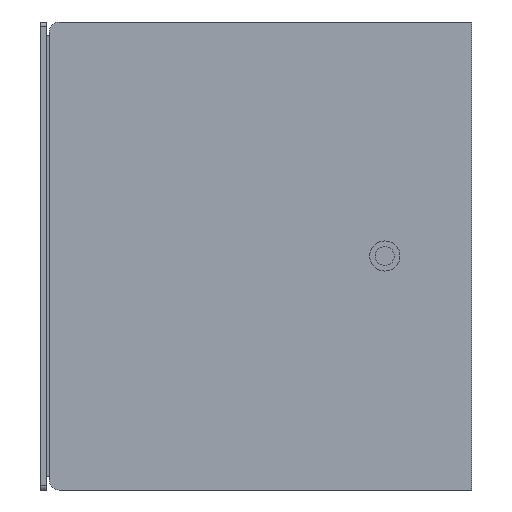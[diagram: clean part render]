
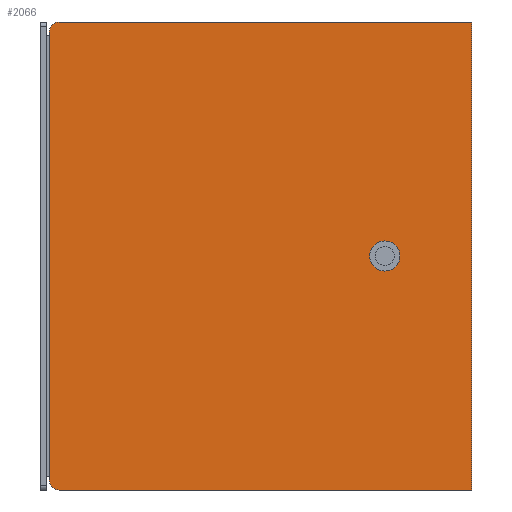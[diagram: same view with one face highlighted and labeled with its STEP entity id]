
A CAD part, left-side view. The second image highlights one B-rep face of the part: STEP entity #2066.
In plain terms, the highlighted planar face has unit normal (-1, 0, 0).
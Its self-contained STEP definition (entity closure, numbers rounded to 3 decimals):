
#20 = CARTESIAN_POINT ( 'NONE',  ( -250., -12., -232.5 ) ) ;
#24 = PLANE ( 'NONE',  #1249 ) ;
#58 = CARTESIAN_POINT ( 'NONE',  ( -250., -429., -308.658 ) ) ;
#62 = DIRECTION ( 'NONE',  ( 0., 1., 0. ) ) ;
#73 = ORIENTED_EDGE ( 'NONE', *, *, #524, .F. ) ;
#127 = ORIENTED_EDGE ( 'NONE', *, *, #903, .T. ) ;
#156 = CARTESIAN_POINT ( 'NONE',  ( -250., -19., -232.5 ) ) ;
#203 = CARTESIAN_POINT ( 'NONE',  ( -250., -429., 232.5 ) ) ;
#217 = DIRECTION ( 'NONE',  ( 1., 0., 0. ) ) ;
#252 = CARTESIAN_POINT ( 'NONE',  ( -250., -19., -222.5 ) ) ;
#257 = VERTEX_POINT ( 'NONE', #1507 ) ;
#268 = EDGE_LOOP ( 'NONE', ( #629, #127, #1564, #1067, #73, #1013 ) ) ;
#315 = LINE ( 'NONE', #20, #375 ) ;
#366 = VECTOR ( 'NONE', #387, 1000. ) ;
#375 = VECTOR ( 'NONE', #62, 1000. ) ;
#387 = DIRECTION ( 'NONE',  ( 0., 0., -1. ) ) ;
#396 = LINE ( 'NONE', #581, #2291 ) ;
#410 = AXIS2_PLACEMENT_3D ( 'NONE', #252, #456, #842 ) ;
#438 = LINE ( 'NONE', #1689, #366 ) ;
#456 = DIRECTION ( 'NONE',  ( -1., 0., 0. ) ) ;
#524 = EDGE_CURVE ( 'NONE', #1319, #671, #315, .T. ) ;
#525 = EDGE_CURVE ( 'NONE', #1981, #671, #827, .T. ) ;
#554 = DIRECTION ( 'NONE',  ( -1., 0., 0. ) ) ;
#581 = CARTESIAN_POINT ( 'NONE',  ( -250., -12., 232.5 ) ) ;
#629 = ORIENTED_EDGE ( 'NONE', *, *, #2045, .T. ) ;
#671 = VERTEX_POINT ( 'NONE', #156 ) ;
#769 = AXIS2_PLACEMENT_3D ( 'NONE', #1032, #2299, #1215 ) ;
#773 = CARTESIAN_POINT ( 'NONE',  ( -250., -12., 232.5 ) ) ;
#788 = CARTESIAN_POINT ( 'NONE',  ( -250., -9., 222.5 ) ) ;
#827 = CIRCLE ( 'NONE', #410, 10. ) ;
#842 = DIRECTION ( 'NONE',  ( 0., 0., -1. ) ) ;
#903 = EDGE_CURVE ( 'NONE', #257, #1686, #1434, .T. ) ;
#925 = CARTESIAN_POINT ( 'NONE',  ( -250., -429., -232.5 ) ) ;
#1013 = ORIENTED_EDGE ( 'NONE', *, *, #1770, .T. ) ;
#1032 = CARTESIAN_POINT ( 'NONE',  ( -250., -342.5, 0. ) ) ;
#1067 = ORIENTED_EDGE ( 'NONE', *, *, #525, .T. ) ;
#1120 = ORIENTED_EDGE ( 'NONE', *, *, #2285, .F. ) ;
#1215 = DIRECTION ( 'NONE',  ( 0., 0., -1. ) ) ;
#1234 = CIRCLE ( 'NONE', #769, 15. ) ;
#1249 = AXIS2_PLACEMENT_3D ( 'NONE', #773, #217, #1519 ) ;
#1273 = FACE_OUTER_BOUND ( 'NONE', #268, .T. ) ;
#1319 = VERTEX_POINT ( 'NONE', #925 ) ;
#1371 = DIRECTION ( 'NONE',  ( 0., 0., 1. ) ) ;
#1434 = CIRCLE ( 'NONE', #2376, 10. ) ;
#1507 = CARTESIAN_POINT ( 'NONE',  ( -250., -19., 232.5 ) ) ;
#1519 = DIRECTION ( 'NONE',  ( 0., 0., -1. ) ) ;
#1564 = ORIENTED_EDGE ( 'NONE', *, *, #1810, .T. ) ;
#1608 = VERTEX_POINT ( 'NONE', #203 ) ;
#1665 = CARTESIAN_POINT ( 'NONE',  ( -250., -19., 222.5 ) ) ;
#1686 = VERTEX_POINT ( 'NONE', #788 ) ;
#1689 = CARTESIAN_POINT ( 'NONE',  ( -250., -9., 232.5 ) ) ;
#1754 = EDGE_LOOP ( 'NONE', ( #1120 ) ) ;
#1770 = EDGE_CURVE ( 'NONE', #1319, #1608, #2004, .T. ) ;
#1810 = EDGE_CURVE ( 'NONE', #1686, #1981, #438, .T. ) ;
#1844 = DIRECTION ( 'NONE',  ( 0., 0., -1. ) ) ;
#1870 = DIRECTION ( 'NONE',  ( 0., 1., 0. ) ) ;
#1956 = VECTOR ( 'NONE', #1371, 1000. ) ;
#1965 = CARTESIAN_POINT ( 'NONE',  ( -250., -342.5, -15. ) ) ;
#1981 = VERTEX_POINT ( 'NONE', #2207 ) ;
#2004 = LINE ( 'NONE', #58, #1956 ) ;
#2045 = EDGE_CURVE ( 'NONE', #1608, #257, #396, .T. ) ;
#2050 = VERTEX_POINT ( 'NONE', #1965 ) ;
#2066 = ADVANCED_FACE ( 'NONE', ( #2230, #1273 ), #24, .F. ) ;
#2207 = CARTESIAN_POINT ( 'NONE',  ( -250., -9., -222.5 ) ) ;
#2230 = FACE_BOUND ( 'NONE', #1754, .T. ) ;
#2285 = EDGE_CURVE ( 'NONE', #2050, #2050, #1234, .T. ) ;
#2291 = VECTOR ( 'NONE', #1870, 1000. ) ;
#2299 = DIRECTION ( 'NONE',  ( -1., 0., 0. ) ) ;
#2376 = AXIS2_PLACEMENT_3D ( 'NONE', #1665, #554, #1844 ) ;
